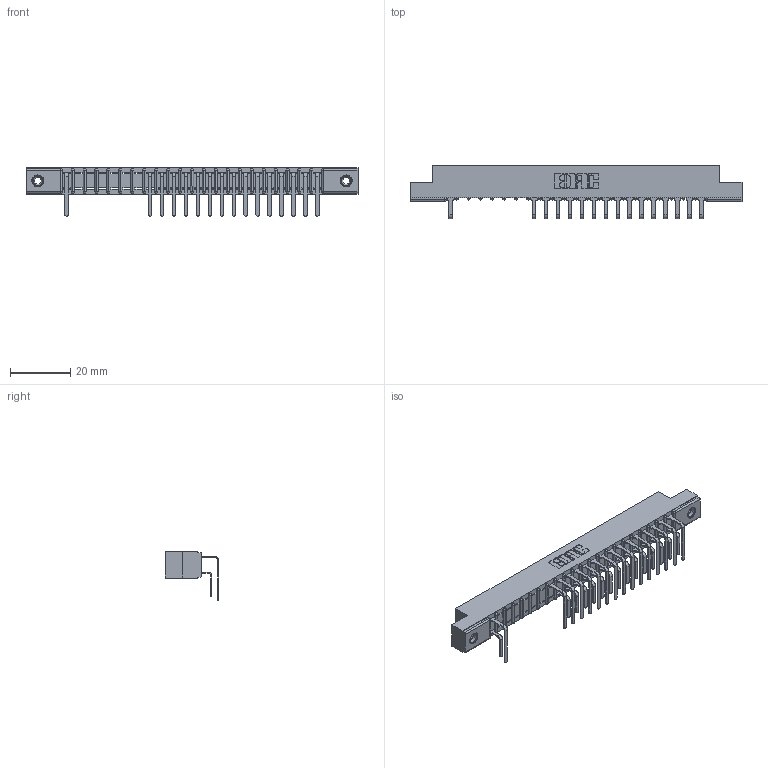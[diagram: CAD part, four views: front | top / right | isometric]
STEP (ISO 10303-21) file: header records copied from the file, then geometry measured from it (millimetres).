
FILE_DESCRIPTION (( 'STEP AP203' ), '1' );
FILE_NAME ('307-044-559-208.STEP', '2018-08-06T02:43:10', ( '' ), ( '' ), 'SwSTEP 2.0', 'SolidWorks 2016', '' );
FILE_SCHEMA (( 'CONFIG_CONTROL_DESIGN' ));
Length unit declared in the file: inch
Products named in the file (5): 345-250-001_345-250-003-102; 307-044-559-208; 307 Part_.156 Dia Mounting Holes; 307-290-001_558 559 - 1 (Single); 307-290-001_559 - 2 (Single)
Assembly tree (34 placements, depth 2):
  307-044-559-208
    307 Part_.156 Dia Mounting Holes
    307-290-001_558 559 - 1 (Single)  x15
    307-290-001_559 - 2 (Single)  x16
    345-250-001_345-250-003-102  x2
Bounding box: 110.19 x 17.69 x 16.08 mm (x, y, z)
Volume: 7171.5 mm3; surface area: 12478 mm2
Topology: 34 solids, 34 shells, 1881 faces, 5277 edges, 3406 vertices
Faces by surface type: plane 1203, cylinder 616, sphere 46, cone 12, torus 4
Entity records: 24246 total; most frequent: CARTESIAN_POINT 4014, ORIENTED_EDGE 3982, DIRECTION 3935, EDGE_CURVE 1991, LINE 1517, VECTOR 1517, VERTEX_POINT 1288, AXIS2_PLACEMENT_3D 1209
